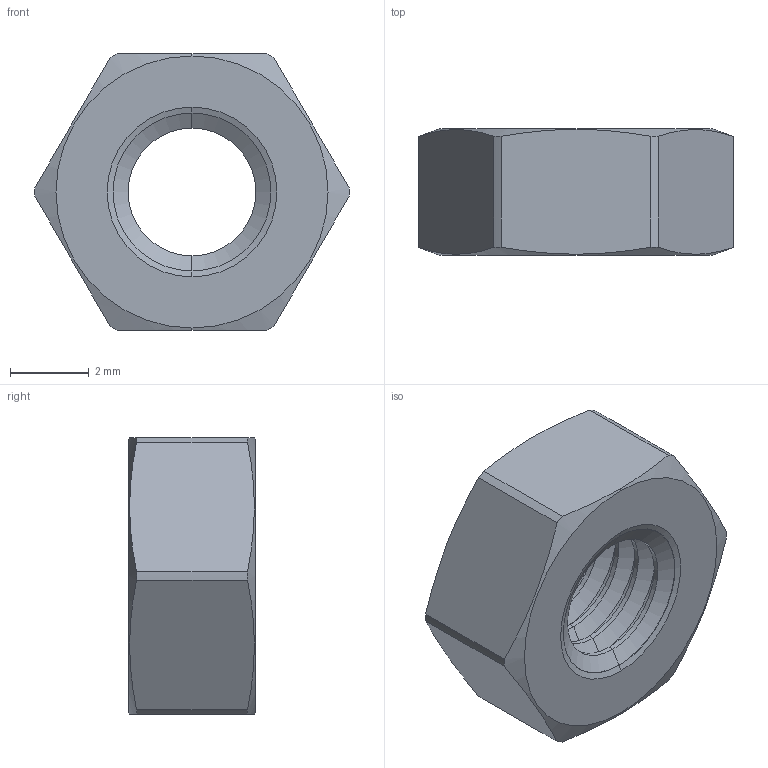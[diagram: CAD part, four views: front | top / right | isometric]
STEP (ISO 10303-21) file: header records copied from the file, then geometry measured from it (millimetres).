
FILE_DESCRIPTION (( 'STEP AP214' ), '1' );
FILE_NAME ('M6M-Steel-M4-fzb.STEP', '2020-09-01T14:30:35', ( '' ), ( '' ), 'SwSTEP 2.0', 'SolidWorks 2016', '' );
FILE_SCHEMA (( 'AUTOMOTIVE_DESIGN' ));
Length unit declared in the file: millimetre
Products named in the file (1): M6M-Steel-M4-fzb
Bounding box: 7.96 x 3.2 x 7 mm (x, y, z)
Volume: 101.4 mm3; surface area: 193.1 mm2
Topology: 1 solids, 1 shells, 58 faces, 130 edges, 74 vertices
Faces by surface type: cone 26, cylinder 24, plane 8
Entity records: 1650 total; most frequent: CARTESIAN_POINT 319, DIRECTION 290, ORIENTED_EDGE 260, EDGE_CURVE 130, AXIS2_PLACEMENT_3D 117, VERTEX_POINT 74, EDGE_LOOP 60, CIRCLE 58
